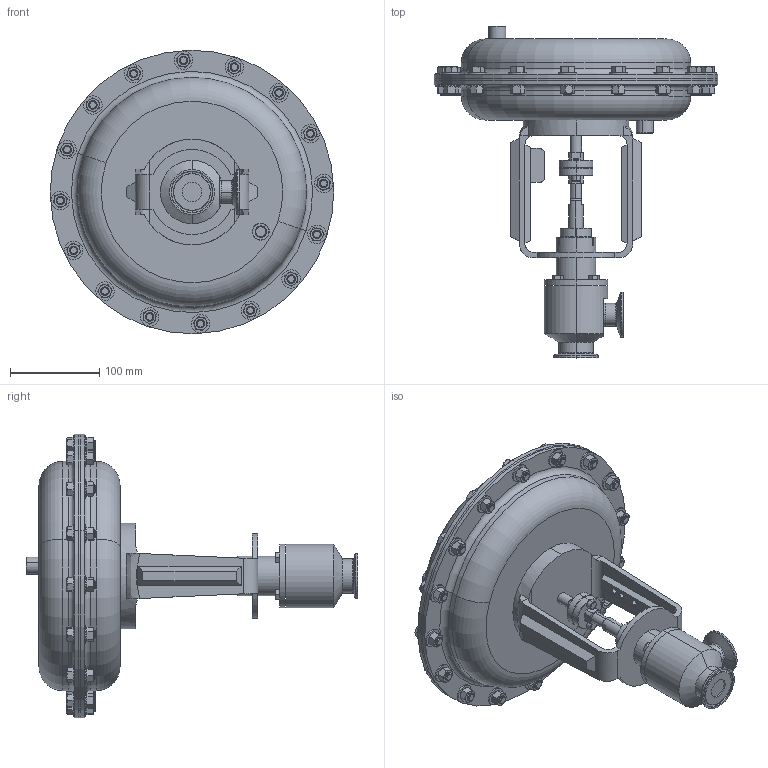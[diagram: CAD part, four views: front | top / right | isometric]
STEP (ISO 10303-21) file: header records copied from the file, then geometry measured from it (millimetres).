
FILE_DESCRIPTION (( 'STEP AP203' ), '1' );
FILE_NAME ('978E-100-JD-55M.STEP', '2017-06-12T10:51:21', ( '' ), ( '' ), 'SwSTEP 2.0', 'SolidWorks 2014', '' );
FILE_SCHEMA (( 'CONFIG_CONTROL_DESIGN' ));
Length unit declared in the file: inch
Products named in the file (2): 978E-100-JD-55M
Bounding box: 317.42 x 371.6 x 317.42 mm (x, y, z)
Volume: 5633043.8 mm3; surface area: 337788 mm2
Topology: 1 solids, 1 shells, 1028 faces, 2321 edges, 1408 vertices
Faces by surface type: plane 407, cone 402, cylinder 197, torus 20, bspline 2
Entity records: 31091 total; most frequent: CARTESIAN_POINT 8676, ORIENTED_EDGE 4642, DIRECTION 4544, EDGE_CURVE 2321, AXIS2_PLACEMENT_3D 1874, VERTEX_POINT 1408, EDGE_LOOP 1159, ADVANCED_FACE 1028
